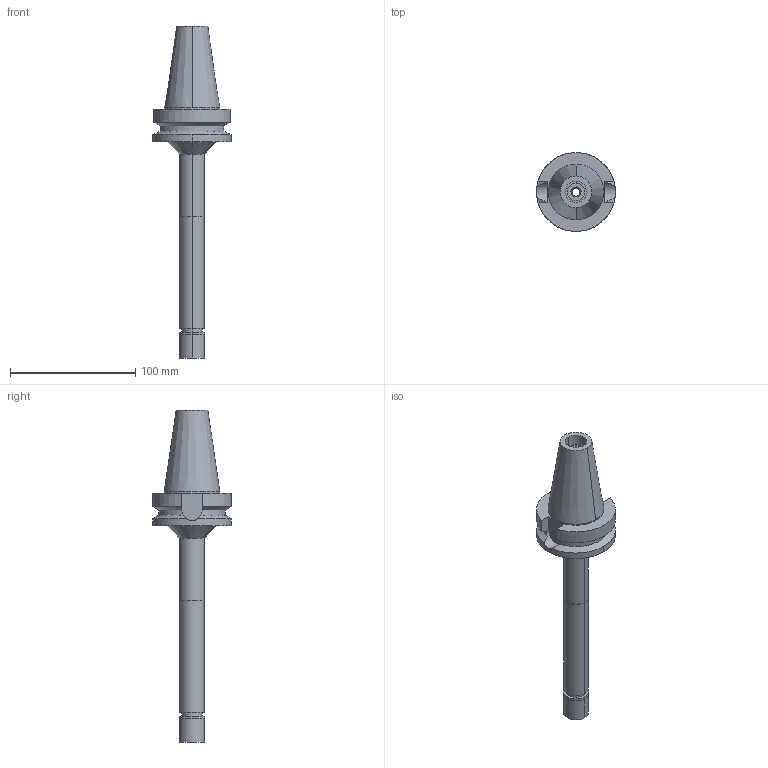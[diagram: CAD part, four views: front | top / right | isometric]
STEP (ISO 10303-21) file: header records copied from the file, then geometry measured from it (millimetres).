
FILE_DESCRIPTION (( 'STEP AP203' ), '1' );
FILE_NAME ('BBT40-MEGA6N-200.stp', '2019-06-26T15:56:39', ( '' ), ( '' ), 'SwSTEP 2.0', 'SolidWorks 2019', '' );
FILE_SCHEMA (( 'CONFIG_CONTROL_DESIGN' ));
Length unit declared in the file: millimetre
Products named in the file (7): BBT40MN06200-060_ASM.stp; MGN6_1.stp; BBT40-MEGA6N-200-060-FreeParts; BBT40-MEGA6N-200_1.stp; BBT40-MEGA6N-200-060.stp; DXF_TEMP_ASSY_ASM_4_ASM.stp; BBT40-MEGA6N-200
Assembly tree (5 placements, depth 5):
  BBT40-MEGA6N-200-060-FreeParts
  BBT40-MEGA6N-200
    BBT40-MEGA6N-200-060.stp
      BBT40MN06200-060_ASM.stp
        DXF_TEMP_ASSY_ASM_4_ASM.stp
          BBT40-MEGA6N-200_1.stp
          MGN6_1.stp
Bounding box: 63 x 63 x 265.4 mm (x, y, z)
Volume: 169954 mm3; surface area: 39103.6 mm2
Topology: 2 solids, 2 shells, 83 faces, 183 edges, 119 vertices
Faces by surface type: cylinder 44, plane 25, cone 14
Entity records: 3167 total; most frequent: CARTESIAN_POINT 544, DIRECTION 454, ORIENTED_EDGE 366, AXIS2_PLACEMENT_3D 192, EDGE_CURVE 183, VERTEX_POINT 119, EDGE_LOOP 102, CIRCLE 98
